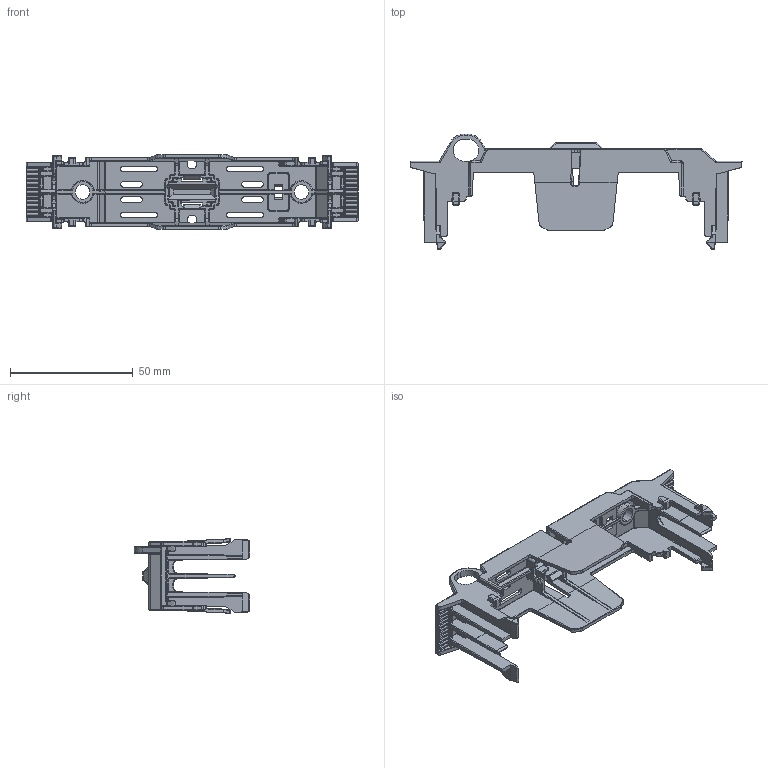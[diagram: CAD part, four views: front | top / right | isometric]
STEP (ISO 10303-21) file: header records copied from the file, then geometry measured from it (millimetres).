
FILE_DESCRIPTION (( 'STEP AP214' ), '1' );
FILE_NAME ('CVRI-RH-25060.step', '2016-05-31T19:51:20', ( '' ), ( '' ), 'SwSTEP 2.0', 'SolidWorks 2016', '' );
FILE_SCHEMA (( 'AUTOMOTIVE_DESIGN' ));
Length unit declared in the file: inch
Products named in the file (1): CVRI-RH-25060
Bounding box: 135.08 x 46.99 x 30.31 mm (x, y, z)
Volume: 16239.8 mm3; surface area: 21877.1 mm2
Topology: 1 solids, 1 shells, 2347 faces, 5568 edges, 3157 vertices
Faces by surface type: cylinder 1041, bspline 834, plane 462, cone 10
Entity records: 116381 total; most frequent: CARTESIAN_POINT 38602, ORIENTED_EDGE 11020, DIRECTION 8341, EDGE_CURVE 5510, VERTEX_POINT 3157, AXIS2_PLACEMENT_3D 2963, LINE 2415, VECTOR 2415
